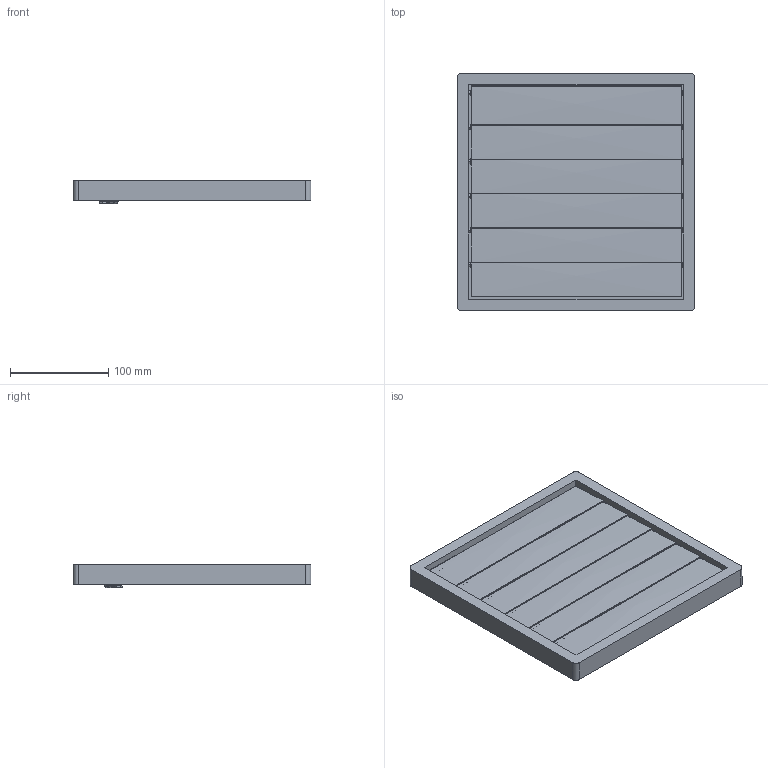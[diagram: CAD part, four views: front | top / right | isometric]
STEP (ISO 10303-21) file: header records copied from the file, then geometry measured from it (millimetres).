
FILE_DESCRIPTION (( 'STEP AP214' ), '1' );
FILE_NAME ('WSK 20 EX.STEP', '2021-09-17T10:03:34', ( '' ), ( '' ), 'SwSTEP 2.0', 'SolidWorks 2020', '' );
FILE_SCHEMA (( 'AUTOMOTIVE_DESIGN' ));
Length unit declared in the file: millimetre
Products named in the file (1): WSK 20 EX
Bounding box: 242 x 242 x 24.03 mm (x, y, z)
Volume: 201035.6 mm3; surface area: 257606.6 mm2
Topology: 26 solids, 26 shells, 754 faces, 1887 edges, 1183 vertices
Faces by surface type: cylinder 271, plane 241, torus 96, bspline 95, cone 51
Entity records: 35792 total; most frequent: CARTESIAN_POINT 9804, ORIENTED_EDGE 3758, DIRECTION 3467, EDGE_CURVE 1879, AXIS2_PLACEMENT_3D 1321, VERTEX_POINT 1183, LINE 825, VECTOR 825
